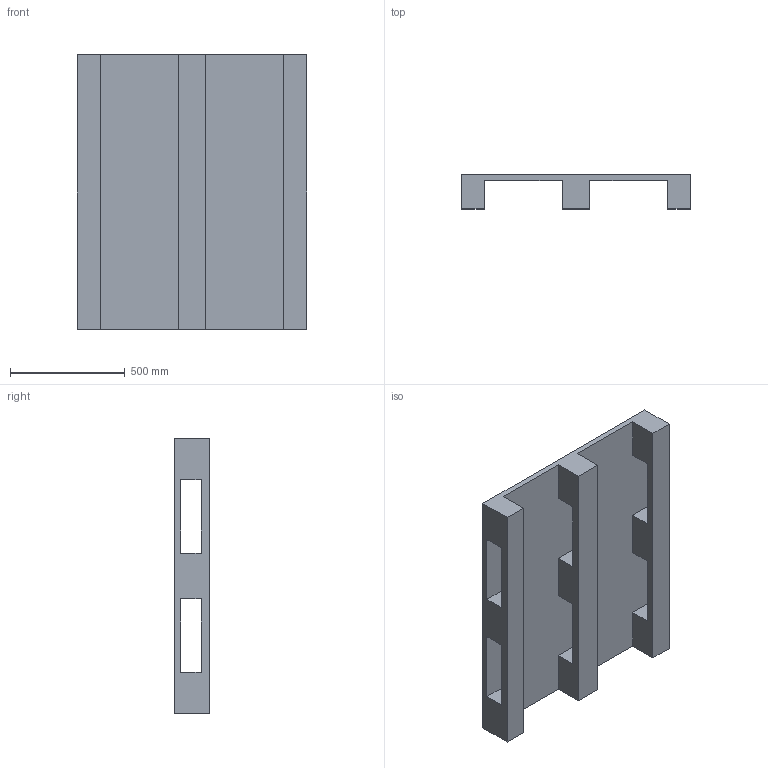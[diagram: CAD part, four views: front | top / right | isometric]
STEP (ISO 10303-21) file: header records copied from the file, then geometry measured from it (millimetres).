
FILE_DESCRIPTION (( 'STEP AP203' ), '1' );
FILE_NAME ('脫陬呿蹋梬啣.STEP', '2018-07-31T02:07:30', ( '' ), ( '' ), 'SwSTEP 2.0', 'SolidWorks 2018', '' );
FILE_SCHEMA (( 'CONFIG_CONTROL_DESIGN' ));
Length unit declared in the file: millimetre
Products named in the file (1): 脫陬呿蹋梬啣
Bounding box: 1000 x 150 x 1200 mm (x, y, z)
Volume: 59568000 mm3; surface area: 3669200 mm2
Topology: 1 solids, 1 shells, 31 faces, 108 edges, 72 vertices
Faces by surface type: plane 31
Entity records: 1243 total; most frequent: ORIENTED_EDGE 216, CARTESIAN_POINT 212, DIRECTION 172, VECTOR 108, EDGE_CURVE 108, LINE 108, VERTEX_POINT 72, EDGE_LOOP 36
